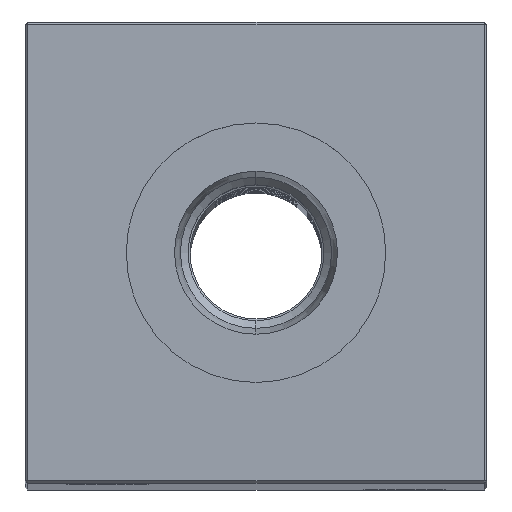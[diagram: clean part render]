
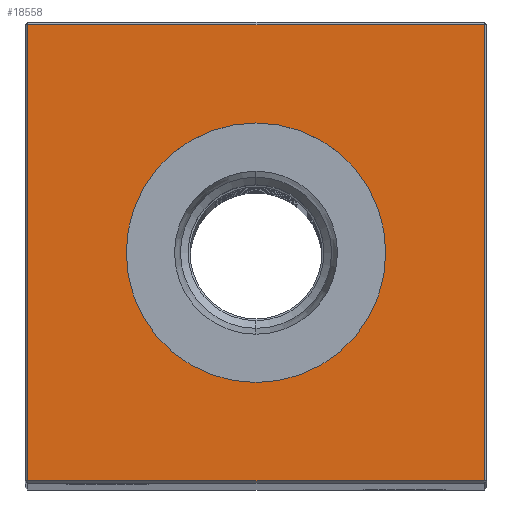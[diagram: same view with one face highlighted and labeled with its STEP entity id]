
A CAD part, top view. The second image highlights one B-rep face of the part: STEP entity #18558.
In plain terms, the highlighted planar face has unit normal (0, 0, 1).
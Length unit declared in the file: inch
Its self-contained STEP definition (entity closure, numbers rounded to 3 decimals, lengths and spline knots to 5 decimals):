
#446 = VERTEX_POINT ( 'NONE', #6834 ) ;
#504 = ORIENTED_EDGE ( 'NONE', *, *, #1823, .T. ) ;
#754 = DIRECTION ( 'NONE',  ( -1., 0., 0. ) ) ;
#1015 = ORIENTED_EDGE ( 'NONE', *, *, #11251, .T. ) ;
#1795 = ORIENTED_EDGE ( 'NONE', *, *, #10441, .T. ) ;
#1823 = EDGE_CURVE ( 'NONE', #29484, #5225, #11492, .T. ) ;
#1957 = CARTESIAN_POINT ( 'NONE',  ( 0.865, 0., 14.25 ) ) ;
#2024 = DIRECTION ( 'NONE',  ( 0., 0., -1. ) ) ;
#3152 = DIRECTION ( 'NONE',  ( 0., 0., -1. ) ) ;
#5188 = EDGE_CURVE ( 'NONE', #20148, #446, #24057, .T. ) ;
#5225 = VERTEX_POINT ( 'NONE', #23747 ) ;
#6834 = CARTESIAN_POINT ( 'NONE',  ( 0.865, 0.865, 14.25 ) ) ;
#7109 = FACE_BOUND ( 'NONE', #8116, .T. ) ;
#7275 = CARTESIAN_POINT ( 'NONE',  ( -0.865, 0., 14.25 ) ) ;
#8116 = EDGE_LOOP ( 'NONE', ( #504, #1795 ) ) ;
#8136 = LINE ( 'NONE', #14987, #8585 ) ;
#8391 = AXIS2_PLACEMENT_3D ( 'NONE', #9701, #31329, #27032 ) ;
#8585 = VECTOR ( 'NONE', #24675, 39.37008 ) ;
#9380 = CARTESIAN_POINT ( 'NONE',  ( 0., 0.49213, 14.25 ) ) ;
#9701 = CARTESIAN_POINT ( 'NONE',  ( 0., 0., 14.25 ) ) ;
#9813 = CARTESIAN_POINT ( 'NONE',  ( 0., 0., 14.25 ) ) ;
#10441 = EDGE_CURVE ( 'NONE', #5225, #29484, #22121, .T. ) ;
#10622 = VECTOR ( 'NONE', #18675, 39.37008 ) ;
#11251 = EDGE_CURVE ( 'NONE', #28344, #15870, #21293, .T. ) ;
#11252 = LINE ( 'NONE', #23194, #30912 ) ;
#11492 = CIRCLE ( 'NONE', #23682, 0.49213 ) ;
#13335 = DIRECTION ( 'NONE',  ( -1., 0., 0. ) ) ;
#14323 = CARTESIAN_POINT ( 'NONE',  ( -0.865, -0.865, 14.25 ) ) ;
#14987 = CARTESIAN_POINT ( 'NONE',  ( 0., -0.865, 14.25 ) ) ;
#15870 = VERTEX_POINT ( 'NONE', #14323 ) ;
#15987 = ORIENTED_EDGE ( 'NONE', *, *, #17192, .T. ) ;
#16401 = EDGE_LOOP ( 'NONE', ( #1015, #28917, #28870, #15987 ) ) ;
#16884 = EDGE_CURVE ( 'NONE', #15870, #20148, #8136, .T. ) ;
#17192 = EDGE_CURVE ( 'NONE', #446, #28344, #11252, .T. ) ;
#18558 = ADVANCED_FACE ( 'NONE', ( #31122, #7109 ), #24293, .F. ) ;
#18675 = DIRECTION ( 'NONE',  ( 0., 1., 0. ) ) ;
#18972 = CARTESIAN_POINT ( 'NONE',  ( -0.865, 0.865, 14.25 ) ) ;
#18974 = CARTESIAN_POINT ( 'NONE',  ( 0.865, -0.865, 14.25 ) ) ;
#20148 = VERTEX_POINT ( 'NONE', #18974 ) ;
#21293 = LINE ( 'NONE', #7275, #22673 ) ;
#21919 = CARTESIAN_POINT ( 'NONE',  ( 0., 0., 14.25 ) ) ;
#22121 = CIRCLE ( 'NONE', #8391, 0.49213 ) ;
#22673 = VECTOR ( 'NONE', #28586, 39.37008 ) ;
#23194 = CARTESIAN_POINT ( 'NONE',  ( 0., 0.865, 14.25 ) ) ;
#23682 = AXIS2_PLACEMENT_3D ( 'NONE', #9813, #3152, #754 ) ;
#23747 = CARTESIAN_POINT ( 'NONE',  ( 0., -0.49213, 14.25 ) ) ;
#24057 = LINE ( 'NONE', #1957, #10622 ) ;
#24293 = PLANE ( 'NONE',  #28406 ) ;
#24675 = DIRECTION ( 'NONE',  ( 1., 0., 0. ) ) ;
#26186 = DIRECTION ( 'NONE',  ( -1., 0., 0. ) ) ;
#27032 = DIRECTION ( 'NONE',  ( -1., 0., 0. ) ) ;
#28344 = VERTEX_POINT ( 'NONE', #18972 ) ;
#28406 = AXIS2_PLACEMENT_3D ( 'NONE', #21919, #2024, #26186 ) ;
#28586 = DIRECTION ( 'NONE',  ( 0., -1., 0. ) ) ;
#28870 = ORIENTED_EDGE ( 'NONE', *, *, #5188, .T. ) ;
#28917 = ORIENTED_EDGE ( 'NONE', *, *, #16884, .T. ) ;
#29484 = VERTEX_POINT ( 'NONE', #9380 ) ;
#30912 = VECTOR ( 'NONE', #13335, 39.37008 ) ;
#31122 = FACE_OUTER_BOUND ( 'NONE', #16401, .T. ) ;
#31329 = DIRECTION ( 'NONE',  ( 0., 0., -1. ) ) ;
